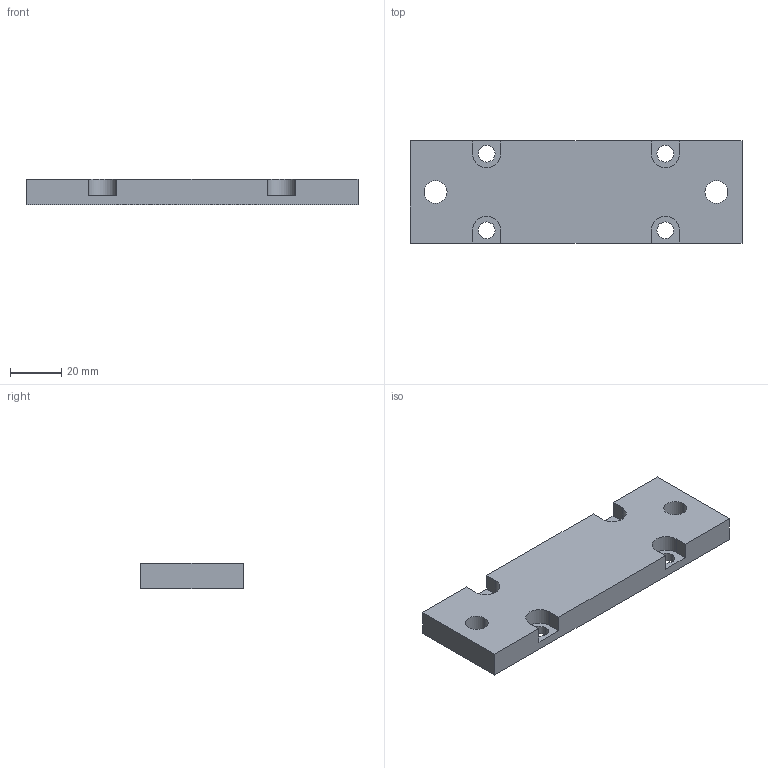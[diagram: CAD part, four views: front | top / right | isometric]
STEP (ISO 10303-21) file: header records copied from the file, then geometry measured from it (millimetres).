
FILE_DESCRIPTION(('Creo Elements/Direct Modeling STEP Export'),'2;1');
FILE_NAME('44.0372.5_Sockelplatte-MMS-44_130x40x10-(P-80-40).stp','2022-03-21T 8:58:58',(''),(''),'PTC Creo Elements/Direct Modeling STEP processor for AP214 (Solid Model)','PTC Creo Elements/Direct Modeling 19.0C 15-Aug-2015 (C) Parametric Technology GmbH','');
FILE_SCHEMA(('AUTOMOTIVE_DESIGN { 1 0 10303 214 1 1 1 1 }'));
Length unit declared in the file: millimetre
Products named in the file (2): Sockelplatte-MMS-44_130x40x10-P-80-40_44.0372.5_PX173545
Assembly tree (1 placements, depth 2):
  Sockelplatte-MMS-44_130x40x10-P-80-40_44.0372.5_PX173545
    Sockelplatte-MMS-44_130x40x10-P-80-40_44.0372.5_PX173545
Bounding box: 130 x 40 x 10 mm (x, y, z)
Volume: 47583.3 mm3; surface area: 14550.9 mm2
Topology: 1 solids, 1 shells, 34 faces, 96 edges, 64 vertices
Faces by surface type: plane 18, cylinder 16
Entity records: 1121 total; most frequent: ORIENTED_EDGE 192, CARTESIAN_POINT 184, DIRECTION 176, EDGE_CURVE 96, VECTOR 64, LINE 64, VERTEX_POINT 64, AXIS2_PLACEMENT_3D 56
